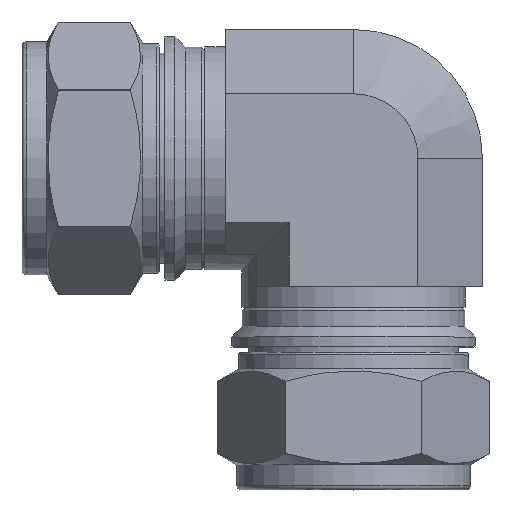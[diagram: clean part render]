
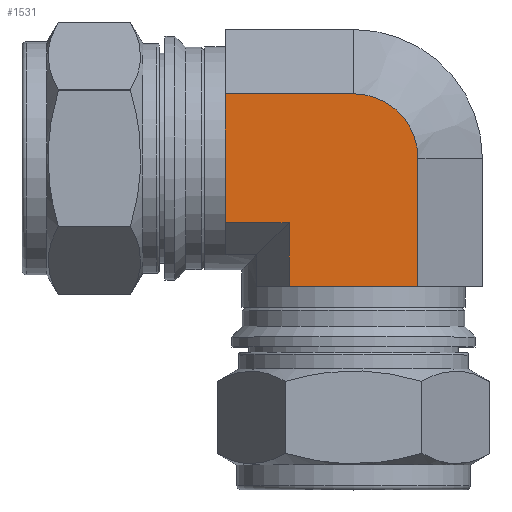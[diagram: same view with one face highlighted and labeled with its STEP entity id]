
A CAD part, top view. The second image highlights one B-rep face of the part: STEP entity #1531.
In plain terms, the highlighted planar face has unit normal (0, 0, 1).
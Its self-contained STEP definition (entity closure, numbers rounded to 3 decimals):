
#174=CIRCLE('',#1741,7.794);
#269=FACE_OUTER_BOUND('',#375,.T.);
#375=EDGE_LOOP('',(#1383,#1384,#1385,#1386,#1387,#1388,#1389,#1390,#1391));
#437=LINE('',#2636,#535);
#440=LINE('',#2643,#538);
#445=LINE('',#2665,#543);
#452=LINE('',#2685,#550);
#461=LINE('',#2703,#559);
#464=LINE('',#2709,#562);
#469=LINE('',#2717,#567);
#473=LINE('',#2730,#571);
#535=VECTOR('',#2125,10.);
#538=VECTOR('',#2132,10.);
#543=VECTOR('',#2153,10.);
#550=VECTOR('',#2172,10.);
#559=VECTOR('',#2191,10.);
#562=VECTOR('',#2198,10.);
#567=VECTOR('',#2209,10.);
#571=VECTOR('',#2225,10.);
#705=VERTEX_POINT('',#2633);
#706=VERTEX_POINT('',#2635);
#708=VERTEX_POINT('',#2641);
#716=VERTEX_POINT('',#2662);
#717=VERTEX_POINT('',#2664);
#723=VERTEX_POINT('',#2682);
#724=VERTEX_POINT('',#2684);
#728=VERTEX_POINT('',#2701);
#732=VERTEX_POINT('',#2725);
#903=EDGE_CURVE('',#705,#706,#437,.T.);
#907=EDGE_CURVE('',#708,#705,#440,.T.);
#916=EDGE_CURVE('',#716,#717,#445,.T.);
#925=EDGE_CURVE('',#723,#724,#452,.T.);
#936=EDGE_CURVE('',#728,#717,#461,.T.);
#939=EDGE_CURVE('',#724,#716,#464,.T.);
#944=EDGE_CURVE('',#728,#708,#469,.T.);
#949=EDGE_CURVE('',#732,#723,#174,.T.);
#951=EDGE_CURVE('',#732,#706,#473,.T.);
#1383=ORIENTED_EDGE('',*,*,#949,.F.);
#1384=ORIENTED_EDGE('',*,*,#951,.T.);
#1385=ORIENTED_EDGE('',*,*,#903,.F.);
#1386=ORIENTED_EDGE('',*,*,#907,.F.);
#1387=ORIENTED_EDGE('',*,*,#944,.F.);
#1388=ORIENTED_EDGE('',*,*,#936,.T.);
#1389=ORIENTED_EDGE('',*,*,#916,.F.);
#1390=ORIENTED_EDGE('',*,*,#939,.F.);
#1391=ORIENTED_EDGE('',*,*,#925,.F.);
#1435=PLANE('',#1745);
#1531=ADVANCED_FACE('',(#269),#1435,.T.);
#1741=AXIS2_PLACEMENT_3D('',#2727,#2220,#2221);
#1745=AXIS2_PLACEMENT_3D('',#2734,#2231,#2232);
#2125=DIRECTION('',(0.,1.,0.));
#2132=DIRECTION('',(0.,1.,0.));
#2153=DIRECTION('',(-1.,0.,0.));
#2172=DIRECTION('',(0.,-1.,0.));
#2191=DIRECTION('',(0.,-1.,0.));
#2198=DIRECTION('',(-1.,0.,0.));
#2209=DIRECTION('',(-1.,0.,0.));
#2220=DIRECTION('center_axis',(0.,0.,
-1.));
#2221=DIRECTION('ref_axis',(0.,1.,0.));
#2225=DIRECTION('',(-1.,0.,0.));
#2231=DIRECTION('center_axis',(0.,0.,1.));
#2232=DIRECTION('ref_axis',(0.,1.,0.));
#2633=CARTESIAN_POINT('',(-15.5,0.,13.5));
#2635=CARTESIAN_POINT('',(-15.5,7.794,13.5));
#2636=CARTESIAN_POINT('',(-15.5,7.794,13.5));
#2641=CARTESIAN_POINT('',(-15.5,-7.794,13.5));
#2643=CARTESIAN_POINT('',(-15.5,7.794,13.5));
#2662=CARTESIAN_POINT('',(0.,-15.5,13.5));
#2664=CARTESIAN_POINT('',(-7.794,-15.5,13.5));
#2665=CARTESIAN_POINT('',(7.794,-15.5,13.5));
#2682=CARTESIAN_POINT('',(7.794,0.,13.5));
#2684=CARTESIAN_POINT('',(7.794,-15.5,13.5));
#2685=CARTESIAN_POINT('',(7.794,0.,13.5));
#2701=CARTESIAN_POINT('',(-7.794,-7.794,13.5));
#2703=CARTESIAN_POINT('',(-7.794,0.,13.5));
#2709=CARTESIAN_POINT('',(7.794,-15.5,13.5));
#2717=CARTESIAN_POINT('',(0.,-7.794,13.5));
#2725=CARTESIAN_POINT('',(0.,7.794,13.5));
#2727=CARTESIAN_POINT('Origin',(0.,0.,
13.5));
#2730=CARTESIAN_POINT('',(0.,7.794,13.5));
#2734=CARTESIAN_POINT('Origin',(0.,-7.794,13.5));
